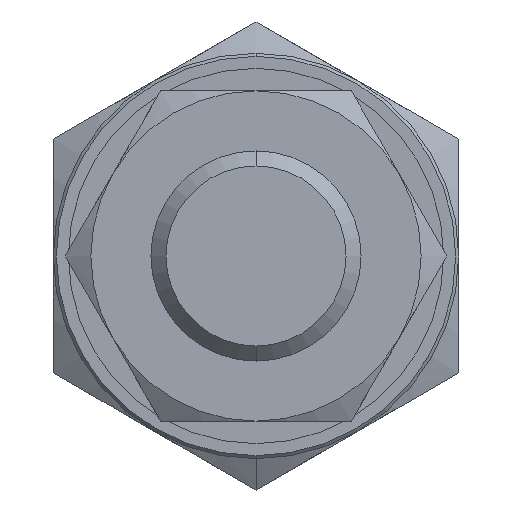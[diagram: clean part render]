
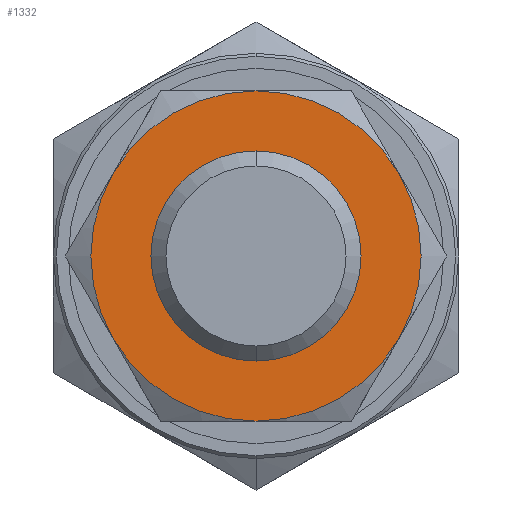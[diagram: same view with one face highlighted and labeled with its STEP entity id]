
A CAD part, left-side view. The second image highlights one B-rep face of the part: STEP entity #1332.
In plain terms, the highlighted planar face has unit normal (-1, 0, 0).
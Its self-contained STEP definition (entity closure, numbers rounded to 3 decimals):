
#65 = AXIS2_PLACEMENT_3D ( 'NONE', #447, #2357, #2496 ) ;
#108 = AXIS2_PLACEMENT_3D ( 'NONE', #2573, #969, #2189 ) ;
#120 = ORIENTED_EDGE ( 'NONE', *, *, #2792, .T. ) ;
#152 = CARTESIAN_POINT ( 'NONE',  ( -7., 9.526, 5.5 ) ) ;
#177 = VERTEX_POINT ( 'NONE', #1410 ) ;
#246 = CIRCLE ( 'NONE', #1588, 11. ) ;
#278 = CARTESIAN_POINT ( 'NONE',  ( -7., 0., 0. ) ) ;
#290 = EDGE_LOOP ( 'NONE', ( #3236, #2490 ) ) ;
#350 = CARTESIAN_POINT ( 'NONE',  ( -7., -9.526, -5.5 ) ) ;
#353 = AXIS2_PLACEMENT_3D ( 'NONE', #1128, #2863, #1357 ) ;
#361 = CARTESIAN_POINT ( 'NONE',  ( -7., 0., 0. ) ) ;
#375 = CIRCLE ( 'NONE', #1348, 11. ) ;
#435 = EDGE_CURVE ( 'NONE', #2586, #2655, #3071, .T. ) ;
#447 = CARTESIAN_POINT ( 'NONE',  ( -7., -6.351, -11. ) ) ;
#606 = CARTESIAN_POINT ( 'NONE',  ( -7., 0., 0. ) ) ;
#617 = CARTESIAN_POINT ( 'NONE',  ( -7., 0., -11. ) ) ;
#629 = VERTEX_POINT ( 'NONE', #803 ) ;
#655 = FACE_OUTER_BOUND ( 'NONE', #785, .T. ) ;
#671 = CARTESIAN_POINT ( 'NONE',  ( -7., 0., 7. ) ) ;
#785 = EDGE_LOOP ( 'NONE', ( #1098, #1354, #2263, #2725, #120, #810 ) ) ;
#790 = CIRCLE ( 'NONE', #353, 11. ) ;
#803 = CARTESIAN_POINT ( 'NONE',  ( -7., 0., 11. ) ) ;
#810 = ORIENTED_EDGE ( 'NONE', *, *, #1768, .T. ) ;
#823 = CARTESIAN_POINT ( 'NONE',  ( -7., 0., 0. ) ) ;
#826 = DIRECTION ( 'NONE',  ( 0., 0.866, -0.5 ) ) ;
#828 = AXIS2_PLACEMENT_3D ( 'NONE', #2481, #2476, #2469 ) ;
#969 = DIRECTION ( 'NONE',  ( 1., 0., 0. ) ) ;
#1027 = DIRECTION ( 'NONE',  ( 1., 0., 0. ) ) ;
#1098 = ORIENTED_EDGE ( 'NONE', *, *, #2220, .T. ) ;
#1128 = CARTESIAN_POINT ( 'NONE',  ( -7., 0., 0. ) ) ;
#1191 = VERTEX_POINT ( 'NONE', #350 ) ;
#1224 = EDGE_CURVE ( 'NONE', #2655, #2586, #2454, .T. ) ;
#1227 = PLANE ( 'NONE',  #65 ) ;
#1249 = CIRCLE ( 'NONE', #1327, 11. ) ;
#1284 = FACE_BOUND ( 'NONE', #290, .T. ) ;
#1327 = AXIS2_PLACEMENT_3D ( 'NONE', #278, #2373, #2497 ) ;
#1332 = ADVANCED_FACE ( 'NONE', ( #1284, #655 ), #1227, .T. ) ;
#1338 = AXIS2_PLACEMENT_3D ( 'NONE', #1633, #1557, #2099 ) ;
#1348 = AXIS2_PLACEMENT_3D ( 'NONE', #606, #2302, #826 ) ;
#1354 = ORIENTED_EDGE ( 'NONE', *, *, #2086, .T. ) ;
#1357 = DIRECTION ( 'NONE',  ( 0., 0.866, -0.5 ) ) ;
#1398 = CARTESIAN_POINT ( 'NONE',  ( -7., 9.526, -5.5 ) ) ;
#1410 = CARTESIAN_POINT ( 'NONE',  ( -7., -9.526, 5.5 ) ) ;
#1557 = DIRECTION ( 'NONE',  ( -1., 0., 0. ) ) ;
#1588 = AXIS2_PLACEMENT_3D ( 'NONE', #361, #1949, #1926 ) ;
#1633 = CARTESIAN_POINT ( 'NONE',  ( -7., 0., 0. ) ) ;
#1768 = EDGE_CURVE ( 'NONE', #629, #2465, #246, .T. ) ;
#1882 = VERTEX_POINT ( 'NONE', #1398 ) ;
#1926 = DIRECTION ( 'NONE',  ( 0., 0.866, -0.5 ) ) ;
#1929 = CARTESIAN_POINT ( 'NONE',  ( -7., 0., -7. ) ) ;
#1949 = DIRECTION ( 'NONE',  ( -1., 0., 0. ) ) ;
#2086 = EDGE_CURVE ( 'NONE', #1882, #3013, #1249, .T. ) ;
#2099 = DIRECTION ( 'NONE',  ( 0., 0.866, -0.5 ) ) ;
#2110 = CIRCLE ( 'NONE', #1338, 11. ) ;
#2189 = DIRECTION ( 'NONE',  ( 0., -1., 0. ) ) ;
#2220 = EDGE_CURVE ( 'NONE', #2465, #1882, #2110, .T. ) ;
#2263 = ORIENTED_EDGE ( 'NONE', *, *, #3157, .T. ) ;
#2271 = CIRCLE ( 'NONE', #828, 11. ) ;
#2302 = DIRECTION ( 'NONE',  ( -1., 0., 0. ) ) ;
#2357 = DIRECTION ( 'NONE',  ( -1., 0., 0. ) ) ;
#2373 = DIRECTION ( 'NONE',  ( -1., 0., 0. ) ) ;
#2379 = AXIS2_PLACEMENT_3D ( 'NONE', #823, #1027, #2845 ) ;
#2454 = CIRCLE ( 'NONE', #108, 7. ) ;
#2465 = VERTEX_POINT ( 'NONE', #152 ) ;
#2469 = DIRECTION ( 'NONE',  ( 0., 0.866, -0.5 ) ) ;
#2476 = DIRECTION ( 'NONE',  ( -1., 0., 0. ) ) ;
#2481 = CARTESIAN_POINT ( 'NONE',  ( -7., 0., 0. ) ) ;
#2490 = ORIENTED_EDGE ( 'NONE', *, *, #435, .T. ) ;
#2496 = DIRECTION ( 'NONE',  ( 0., 0.866, -0.5 ) ) ;
#2497 = DIRECTION ( 'NONE',  ( 0., 0.866, -0.5 ) ) ;
#2573 = CARTESIAN_POINT ( 'NONE',  ( -7., 0., 0. ) ) ;
#2586 = VERTEX_POINT ( 'NONE', #671 ) ;
#2655 = VERTEX_POINT ( 'NONE', #1929 ) ;
#2725 = ORIENTED_EDGE ( 'NONE', *, *, #3245, .T. ) ;
#2792 = EDGE_CURVE ( 'NONE', #177, #629, #2271, .T. ) ;
#2845 = DIRECTION ( 'NONE',  ( 0., -1., 0. ) ) ;
#2863 = DIRECTION ( 'NONE',  ( -1., 0., 0. ) ) ;
#3013 = VERTEX_POINT ( 'NONE', #617 ) ;
#3071 = CIRCLE ( 'NONE', #2379, 7. ) ;
#3157 = EDGE_CURVE ( 'NONE', #3013, #1191, #375, .T. ) ;
#3236 = ORIENTED_EDGE ( 'NONE', *, *, #1224, .T. ) ;
#3245 = EDGE_CURVE ( 'NONE', #1191, #177, #790, .T. ) ;
